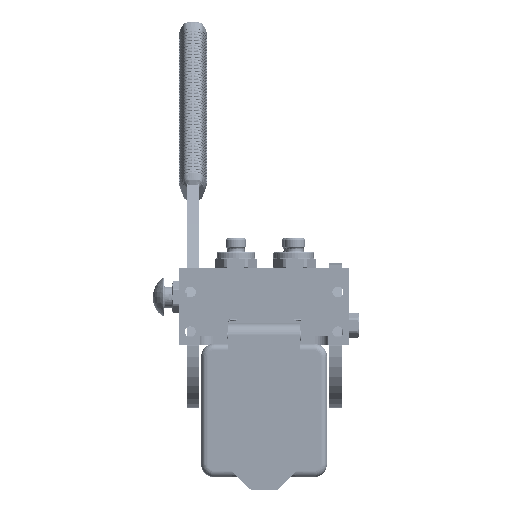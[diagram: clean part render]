
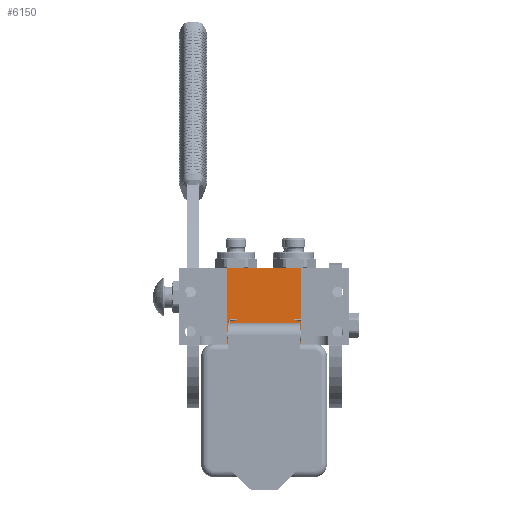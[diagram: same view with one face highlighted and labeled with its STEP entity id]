
A CAD part, left-side view. The second image highlights one B-rep face of the part: STEP entity #6150.
In plain terms, the highlighted face is planar.
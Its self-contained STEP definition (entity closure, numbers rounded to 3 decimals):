
#4127 = CARTESIAN_POINT ( 'NONE',  ( 29., 0., -107.5 ) ) ;
#6150 = ADVANCED_FACE ( 'NONE', ( #15223 ), #22045, .T. ) ;
#6178 = AXIS2_PLACEMENT_3D ( 'NONE', #142797, #116268, #156832 ) ;
#6910 = CARTESIAN_POINT ( 'NONE',  ( -29., 60.2, -107.5 ) ) ;
#15223 = FACE_OUTER_BOUND ( 'NONE', #160830, .T. ) ;
#22045 = PLANE ( 'NONE',  #6178 ) ;
#25356 = VECTOR ( 'NONE', #137305, 1000. ) ;
#26982 = CARTESIAN_POINT ( 'NONE',  ( 29., 60.2, -107.5 ) ) ;
#27006 = DIRECTION ( 'NONE',  ( 0., 1., 0. ) ) ;
#33153 = VECTOR ( 'NONE', #126254, 1000. ) ;
#36358 = ORIENTED_EDGE ( 'NONE', *, *, #102649, .F. ) ;
#37406 = VERTEX_POINT ( 'NONE', #148451 ) ;
#41405 = LINE ( 'NONE', #93007, #106607 ) ;
#43255 = CARTESIAN_POINT ( 'NONE',  ( 29., 0., -107.5 ) ) ;
#48366 = ORIENTED_EDGE ( 'NONE', *, *, #109076, .T. ) ;
#50413 = VERTEX_POINT ( 'NONE', #104994 ) ;
#53505 = LINE ( 'NONE', #26982, #82992 ) ;
#67587 = VERTEX_POINT ( 'NONE', #4127 ) ;
#82992 = VECTOR ( 'NONE', #121202, 1000. ) ;
#84430 = LINE ( 'NONE', #135018, #25356 ) ;
#90321 = ORIENTED_EDGE ( 'NONE', *, *, #140395, .T. ) ;
#93007 = CARTESIAN_POINT ( 'NONE',  ( 29., 0., -107.5 ) ) ;
#96502 = ORIENTED_EDGE ( 'NONE', *, *, #97219, .F. ) ;
#97219 = EDGE_CURVE ( 'NONE', #50413, #104677, #53505, .T. ) ;
#102649 = EDGE_CURVE ( 'NONE', #67587, #50413, #41405, .T. ) ;
#104677 = VERTEX_POINT ( 'NONE', #6910 ) ;
#104994 = CARTESIAN_POINT ( 'NONE',  ( 29., 60.2, -107.5 ) ) ;
#106607 = VECTOR ( 'NONE', #27006, 1000. ) ;
#109076 = EDGE_CURVE ( 'NONE', #67587, #37406, #136457, .T. ) ;
#116268 = DIRECTION ( 'NONE',  ( 0., 0., -1. ) ) ;
#121202 = DIRECTION ( 'NONE',  ( -1., 0., 0. ) ) ;
#126254 = DIRECTION ( 'NONE',  ( -1., 0., 0. ) ) ;
#135018 = CARTESIAN_POINT ( 'NONE',  ( -29., 0., -107.5 ) ) ;
#136457 = LINE ( 'NONE', #43255, #33153 ) ;
#137305 = DIRECTION ( 'NONE',  ( 0., 1., 0. ) ) ;
#140395 = EDGE_CURVE ( 'NONE', #37406, #104677, #84430, .T. ) ;
#142797 = CARTESIAN_POINT ( 'NONE',  ( 29., 0., -107.5 ) ) ;
#148451 = CARTESIAN_POINT ( 'NONE',  ( -29., 0., -107.5 ) ) ;
#156832 = DIRECTION ( 'NONE',  ( -1., 0., 0. ) ) ;
#160830 = EDGE_LOOP ( 'NONE', ( #90321, #96502, #36358, #48366 ) ) ;
